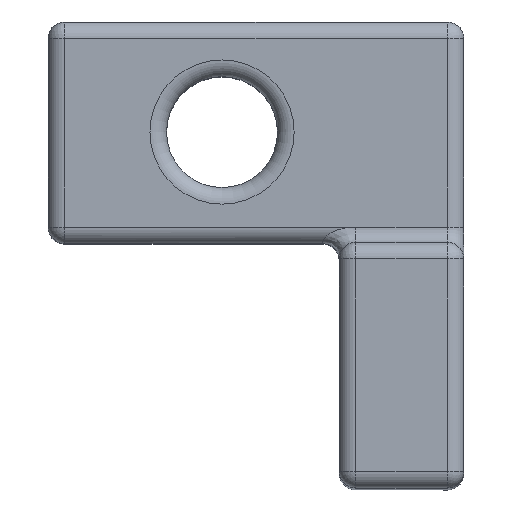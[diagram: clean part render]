
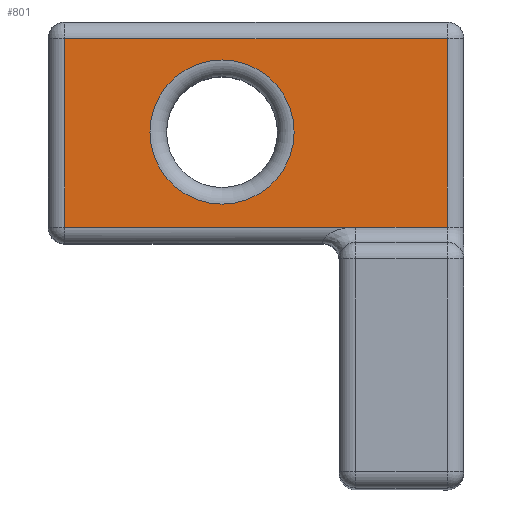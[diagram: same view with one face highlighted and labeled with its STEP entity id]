
A CAD part, top view. The second image highlights one B-rep face of the part: STEP entity #801.
In plain terms, the highlighted planar face has unit normal (0, 0, 1).
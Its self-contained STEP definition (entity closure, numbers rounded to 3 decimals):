
#59=FACE_BOUND('',#240,.T.);
#76=LINE('',#1363,#125);
#77=LINE('',#1365,#126);
#78=LINE('',#1367,#127);
#79=LINE('',#1369,#128);
#80=LINE('',#1370,#129);
#125=VECTOR('',#1064,10.);
#126=VECTOR('',#1065,10.);
#127=VECTOR('',#1066,10.);
#128=VECTOR('',#1067,10.);
#129=VECTOR('',#1068,10.);
#162=PLANE('',#892);
#179=FACE_OUTER_BOUND('',#239,.T.);
#239=EDGE_LOOP('',(#595,#596,#597,#598,#599));
#240=EDGE_LOOP('',(#600));
#308=CIRCLE('',#890,2.6);
#385=VERTEX_POINT('',#1357);
#386=VERTEX_POINT('',#1361);
#387=VERTEX_POINT('',#1362);
#388=VERTEX_POINT('',#1364);
#389=VERTEX_POINT('',#1366);
#390=VERTEX_POINT('',#1368);
#456=EDGE_CURVE('',#385,#385,#308,.T.);
#458=EDGE_CURVE('',#386,#387,#76,.T.);
#459=EDGE_CURVE('',#388,#386,#77,.T.);
#460=EDGE_CURVE('',#389,#388,#78,.T.);
#461=EDGE_CURVE('',#390,#389,#79,.T.);
#462=EDGE_CURVE('',#387,#390,#80,.T.);
#595=ORIENTED_EDGE('',*,*,#458,.F.);
#596=ORIENTED_EDGE('',*,*,#459,.F.);
#597=ORIENTED_EDGE('',*,*,#460,.F.);
#598=ORIENTED_EDGE('',*,*,#461,.F.);
#599=ORIENTED_EDGE('',*,*,#462,.F.);
#600=ORIENTED_EDGE('',*,*,#456,.F.);
#801=ADVANCED_FACE('',(#179,#59),#162,.T.);
#890=AXIS2_PLACEMENT_3D('',#1358,#1058,#1059);
#892=AXIS2_PLACEMENT_3D('',#1360,#1062,#1063);
#1058=DIRECTION('center_axis',(0.,0.,
1.));
#1059=DIRECTION('ref_axis',(-1.,0.,0.));
#1062=DIRECTION('center_axis',(0.,0.,
1.));
#1063=DIRECTION('ref_axis',(0.,1.,0.));
#1064=DIRECTION('',(0.,-1.,0.));
#1065=DIRECTION('',(1.,0.,0.));
#1066=DIRECTION('',(0.,1.,0.));
#1067=DIRECTION('',(-1.,0.,0.));
#1068=DIRECTION('',(-1.,0.,0.));
#1357=CARTESIAN_POINT('',(65.289,15.395,-7.764));
#1358=CARTESIAN_POINT('Origin',(62.689,15.395,-7.764));
#1360=CARTESIAN_POINT('Origin',(71.414,11.366,-7.764));
#1361=CARTESIAN_POINT('',(70.814,18.766,-7.764));
#1362=CARTESIAN_POINT('',(70.814,11.966,-7.764));
#1363=CARTESIAN_POINT('',(70.814,9.15,-7.764));
#1364=CARTESIAN_POINT('',(57.014,18.766,-7.764));
#1365=CARTESIAN_POINT('',(71.414,18.766,-7.764));
#1366=CARTESIAN_POINT('',(57.014,11.966,-7.764));
#1367=CARTESIAN_POINT('',(57.014,13.366,-7.764));
#1368=CARTESIAN_POINT('',(67.514,11.966,-7.764));
#1369=CARTESIAN_POINT('',(71.414,11.966,-7.764));
#1370=CARTESIAN_POINT('',(71.414,11.966,-7.764));
